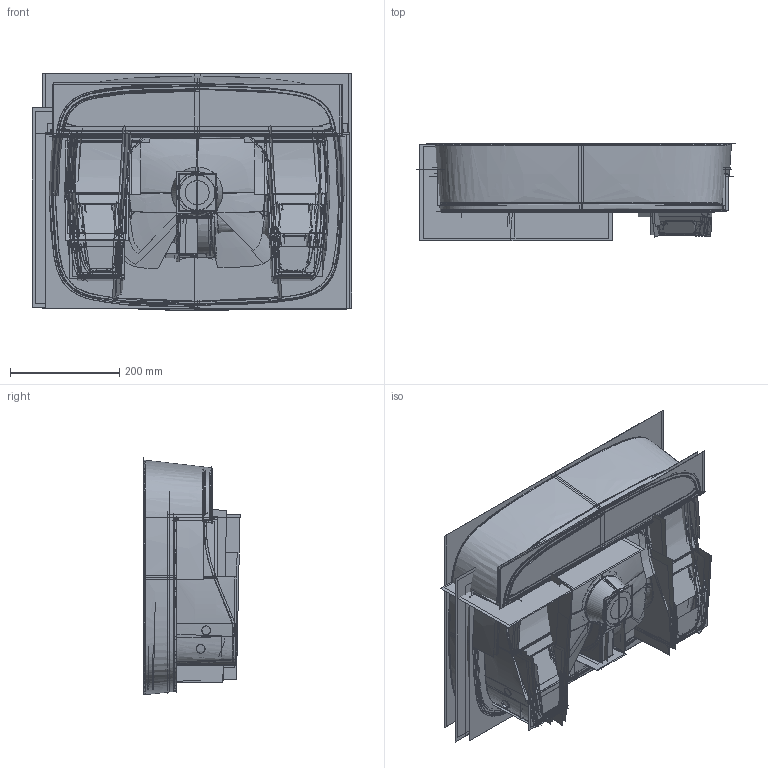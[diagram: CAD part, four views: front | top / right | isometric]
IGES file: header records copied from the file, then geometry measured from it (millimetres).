
Start section:  PTC IGES file: semi_ct_basin_signature.igs
Global section: file name: semi_ct_basin_signature.igs; native system: Creo Parametric by PTC Inc.; preprocessor: 2014440; author: 10113087; organization: Unknown; date: 20190620.175919; units: millimetre
Bounding box: 585.31 x 178.19 x 434.71 mm (x, y, z)
Volume: 5389273.3 mm3; surface area: 28077958.6 mm2
Topology: 1 solids, 52 shells, 3042 faces, 16248 edges, 20905 vertices
Faces by surface type: bspline 2468, revolution 554, extrusion 20
